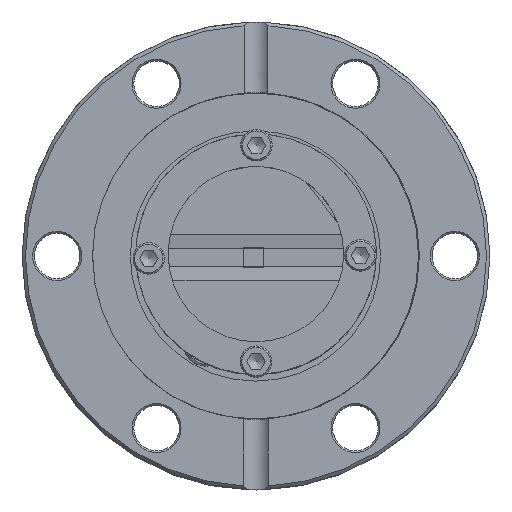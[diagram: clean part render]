
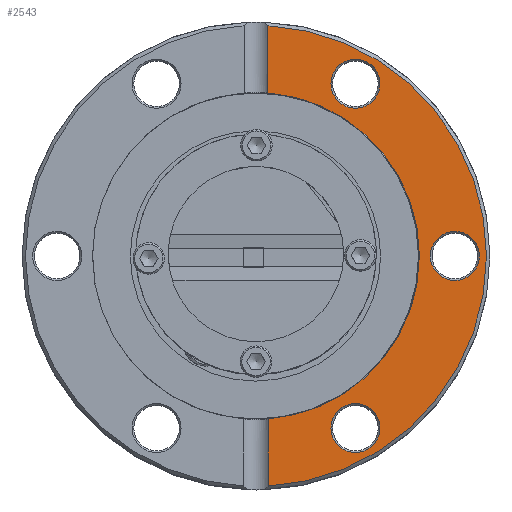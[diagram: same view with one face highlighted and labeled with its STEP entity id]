
A CAD part, top view. The second image highlights one B-rep face of the part: STEP entity #2543.
In plain terms, the highlighted planar face has unit normal (0, 0, 1).
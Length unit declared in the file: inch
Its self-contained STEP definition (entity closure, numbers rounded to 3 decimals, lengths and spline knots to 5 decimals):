
#127=FACE_BOUND('',#653,.T.);
#128=FACE_BOUND('',#654,.T.);
#129=FACE_BOUND('',#655,.T.);
#234=CIRCLE('',#2813,1.34);
#265=CIRCLE('',#2856,0.95);
#266=CIRCLE('',#2857,0.1425);
#267=CIRCLE('',#2858,0.1425);
#268=CIRCLE('',#2859,0.1425);
#506=FACE_OUTER_BOUND('',#652,.T.);
#652=EDGE_LOOP('',(#1871,#1872,#1873,#1874));
#653=EDGE_LOOP('',(#1875));
#654=EDGE_LOOP('',(#1876));
#655=EDGE_LOOP('',(#1877));
#821=LINE('',#4155,#978);
#823=LINE('',#4205,#980);
#978=VECTOR('',#3212,39.37008);
#980=VECTOR('',#3230,39.37008);
#1149=VERTEX_POINT('',#4147);
#1150=VERTEX_POINT('',#4154);
#1155=VERTEX_POINT('',#4191);
#1158=VERTEX_POINT('',#4204);
#1187=VERTEX_POINT('',#4308);
#1188=VERTEX_POINT('',#4310);
#1189=VERTEX_POINT('',#4312);
#1407=EDGE_CURVE('',#1150,#1149,#821,.F.);
#1415=EDGE_CURVE('',#1149,#1155,#234,.F.);
#1418=EDGE_CURVE('',#1158,#1155,#823,.F.);
#1459=EDGE_CURVE('',#1150,#1158,#265,.T.);
#1460=EDGE_CURVE('',#1187,#1187,#266,.T.);
#1461=EDGE_CURVE('',#1188,#1188,#267,.T.);
#1462=EDGE_CURVE('',#1189,#1189,#268,.T.);
#1871=ORIENTED_EDGE('',*,*,#1407,.T.);
#1872=ORIENTED_EDGE('',*,*,#1415,.T.);
#1873=ORIENTED_EDGE('',*,*,#1418,.F.);
#1874=ORIENTED_EDGE('',*,*,#1459,.F.);
#1875=ORIENTED_EDGE('',*,*,#1460,.T.);
#1876=ORIENTED_EDGE('',*,*,#1461,.T.);
#1877=ORIENTED_EDGE('',*,*,#1462,.T.);
#2468=PLANE('',#2855);
#2543=ADVANCED_FACE('',(#506,#127,#128,#129),#2468,.F.);
#2813=AXIS2_PLACEMENT_3D('',#4199,#3222,#3223);
#2855=AXIS2_PLACEMENT_3D('',#4306,#3317,#3318);
#2856=AXIS2_PLACEMENT_3D('',#4307,#3319,#3320);
#2857=AXIS2_PLACEMENT_3D('',#4309,#3321,#3322);
#2858=AXIS2_PLACEMENT_3D('',#4311,#3323,#3324);
#2859=AXIS2_PLACEMENT_3D('',#4313,#3325,#3326);
#3212=DIRECTION('',(0.,1.,0.));
#3222=DIRECTION('center_axis',(0.,0.,-1.));
#3223=DIRECTION('ref_axis',(-1.,0.,0.));
#3230=DIRECTION('',(0.,-1.,0.));
#3317=DIRECTION('center_axis',(0.,0.,-1.));
#3318=DIRECTION('ref_axis',(-1.,0.,0.));
#3319=DIRECTION('center_axis',(0.,0.,1.));
#3320=DIRECTION('ref_axis',(1.,0.,0.));
#3321=DIRECTION('center_axis',(0.,0.,-1.));
#3322=DIRECTION('ref_axis',(1.,0.,0.));
#3323=DIRECTION('center_axis',(0.,0.,-1.));
#3324=DIRECTION('ref_axis',(0.5,0.866,0.));
#3325=DIRECTION('center_axis',(0.,0.,-1.));
#3326=DIRECTION('ref_axis',(-0.5,0.866,0.));
#4147=CARTESIAN_POINT('',(0.06988,-1.33818,0.25));
#4154=CARTESIAN_POINT('',(0.06988,-0.94743,0.25));
#4155=CARTESIAN_POINT('',(0.06988,-4.82224,0.25));
#4191=CARTESIAN_POINT('',(0.06965,1.33819,0.25));
#4199=CARTESIAN_POINT('Origin',(0.,0.,0.25));
#4204=CARTESIAN_POINT('',(0.06965,0.94744,0.25));
#4205=CARTESIAN_POINT('',(0.06965,4.82228,0.25));
#4306=CARTESIAN_POINT('Origin',(0.,0.,0.25));
#4307=CARTESIAN_POINT('Origin',(0.,0.,0.25));
#4308=CARTESIAN_POINT('',(0.7205,-1.00113,0.25));
#4309=CARTESIAN_POINT('Origin',(0.578,-1.00113,0.25));
#4310=CARTESIAN_POINT('',(1.22725,0.12341,0.25));
#4311=CARTESIAN_POINT('Origin',(1.156,0.,0.25));
#4312=CARTESIAN_POINT('',(0.50675,1.12453,0.25));
#4313=CARTESIAN_POINT('Origin',(0.578,1.00113,0.25));
